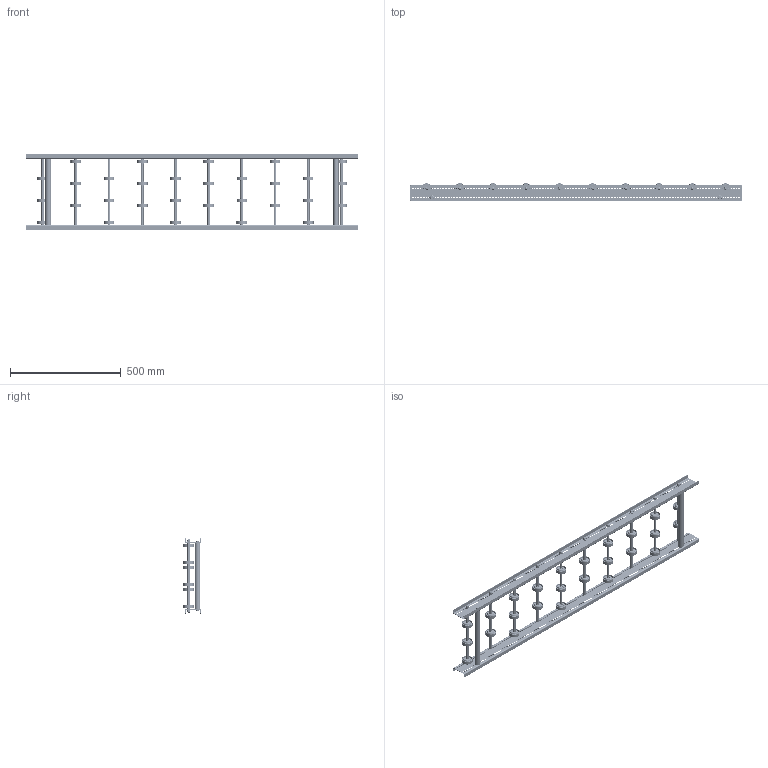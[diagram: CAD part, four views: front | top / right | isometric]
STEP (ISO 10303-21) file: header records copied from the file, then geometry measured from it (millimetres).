
FILE_DESCRIPTION (( 'STEP AP214' ), '1' );
FILE_NAME ('0052294.step', '2021-10-26T13:14:44', ( '' ), ( '' ), 'SwSTEP 2.0', 'SolidWorks 2020', '' );
FILE_SCHEMA (( 'AUTOMOTIVE_DESIGN' ));
Length unit declared in the file: millimetre
Products named in the file (9): Traversen_KFG_L300; Hutmutter_DIN_1587_M8; S106837_Gewindestange-M8-KFG_L320; Profil_LRB-20x70x20x2_KFG_S100201_U-PROFIL-20-70-20-2-LRB-L=1500; 0046278_KB-ROHR-12X1,75mm_KFG_L76; Röllchenachse-für-Konfiguration_EL300; S100994_Sperrzahnschraube_M08x16-8.8-A2K; 0011532_2300-48-8; 0052294
Assembly tree (45 placements, depth 3):
  0052294
    Profil_LRB-20x70x20x2_KFG_S100201_U-PROFIL-20-70-20-2-LRB-L=1500  x2
    S100994_Sperrzahnschraube_M08x16-8.8-A2K  x4
    Traversen_KFG_L300  x2
    Röllchenachse-für-Konfiguration_EL300  x10
      S106837_Gewindestange-M8-KFG_L320
      0011532_2300-48-8
      0046278_KB-ROHR-12X1,75mm_KFG_L76
    Hutmutter_DIN_1587_M8  x20
Bounding box: 1500 x 79 x 340 mm (x, y, z)
Volume: 1528930.1 mm3; surface area: 1251124.1 mm2
Topology: 102 solids, 102 shells, 4122 faces, 9376 edges, 5704 vertices
Faces by surface type: cylinder 1768, torus 976, plane 690, cone 668, bspline 20
Entity records: 24214 total; most frequent: DIRECTION 4399, CARTESIAN_POINT 4193, ORIENTED_EDGE 3696, AXIS2_PLACEMENT_3D 1904, EDGE_CURVE 1848, VERTEX_POINT 1202, EDGE_LOOP 1178, CIRCLE 1177
